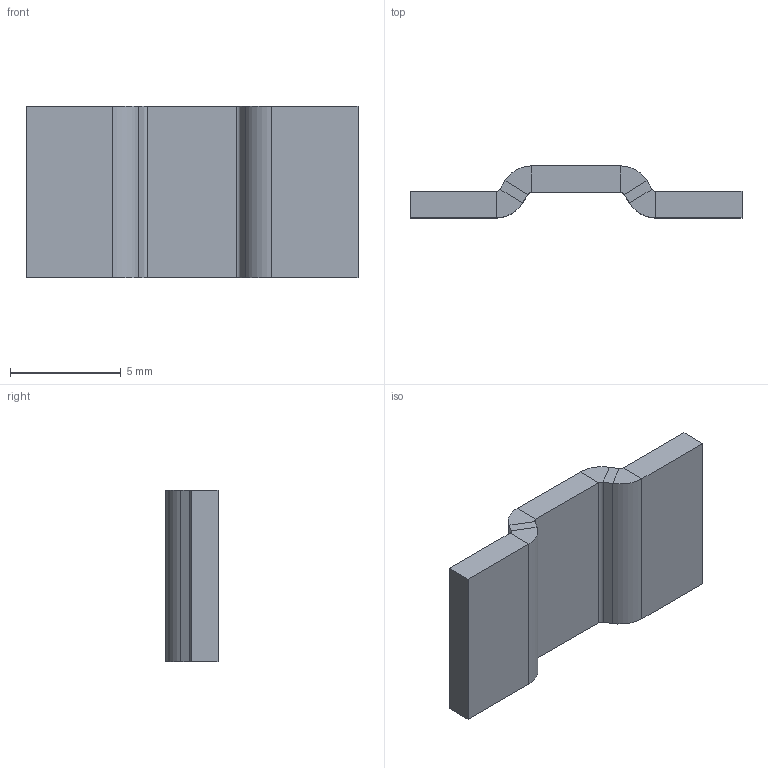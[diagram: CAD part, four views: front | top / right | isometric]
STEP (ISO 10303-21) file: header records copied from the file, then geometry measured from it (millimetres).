
FILE_DESCRIPTION (( 'STEP AP214' ), '1' );
FILE_NAME ('3FCFBB8D-CADF-409D-8520-B3383BD5C92D.STEP', '2022-10-05T14:01:46', ( '' ), ( '' ), 'SwSTEP 2.0', 'SolidWorks 2022', '' );
FILE_SCHEMA (( 'AUTOMOTIVE_DESIGN' ));
Length unit declared in the file: millimetre
Products named in the file (1): 3FCFBB8D-CADF-409D-8520-B3383BD5C92D
Bounding box: 15 x 2.35 x 7.75 mm (x, y, z)
Volume: 148.5 mm3; surface area: 304.5 mm2
Topology: 1 solids, 1 shells, 38 faces, 76 edges, 40 vertices
Faces by surface type: plane 30, cylinder 8
Entity records: 1018 total; most frequent: DIRECTION 170, CARTESIAN_POINT 155, ORIENTED_EDGE 152, EDGE_CURVE 76, VECTOR 60, LINE 60, AXIS2_PLACEMENT_3D 55, VERTEX_POINT 40
